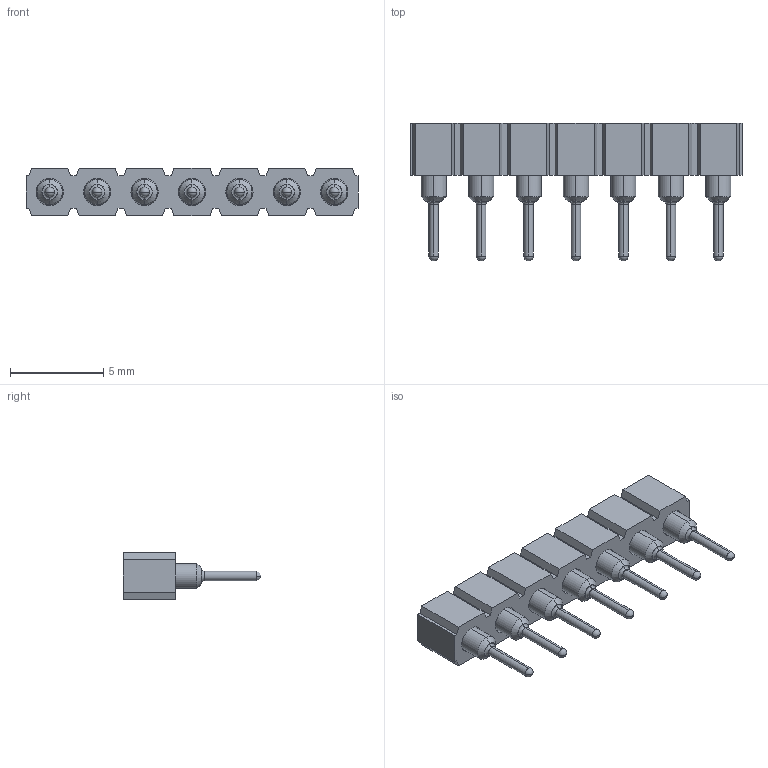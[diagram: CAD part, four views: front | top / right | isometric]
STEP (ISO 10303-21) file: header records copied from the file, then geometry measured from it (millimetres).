
FILE_DESCRIPTION (( 'STEP AP214' ), '1' );
FILE_NAME ('mill-max-310-13-107-41-001000.STEP', '2022-10-06T23:50:42', ( '' ), ( '' ), 'SwSTEP 2.0', 'SolidWorks 2022', '' );
FILE_SCHEMA (( 'AUTOMOTIVE_DESIGN' ));
Length unit declared in the file: inch
Products named in the file (3): P3XX-11-010-00-000000_P307-11-010-00-000000; mill-max-310-13-107-41-001000; 1001_1001-0-00-15-00-00-03-0
Assembly tree (8 placements, depth 2):
  mill-max-310-13-107-41-001000
    P3XX-11-010-00-000000_P307-11-010-00-000000
    1001_1001-0-00-15-00-00-03-0  x7
Bounding box: 17.78 x 7.37 x 2.54 mm (x, y, z)
Volume: 105.2 mm3; surface area: 574.3 mm2
Topology: 8 solids, 8 shells, 279 faces, 656 edges, 400 vertices
Faces by surface type: cylinder 98, plane 97, cone 56, torus 14, sphere 14
Entity records: 3936 total; most frequent: DIRECTION 674, CARTESIAN_POINT 658, ORIENTED_EDGE 632, EDGE_CURVE 316, LINE 226, VECTOR 226, AXIS2_PLACEMENT_3D 224, VERTEX_POINT 208
